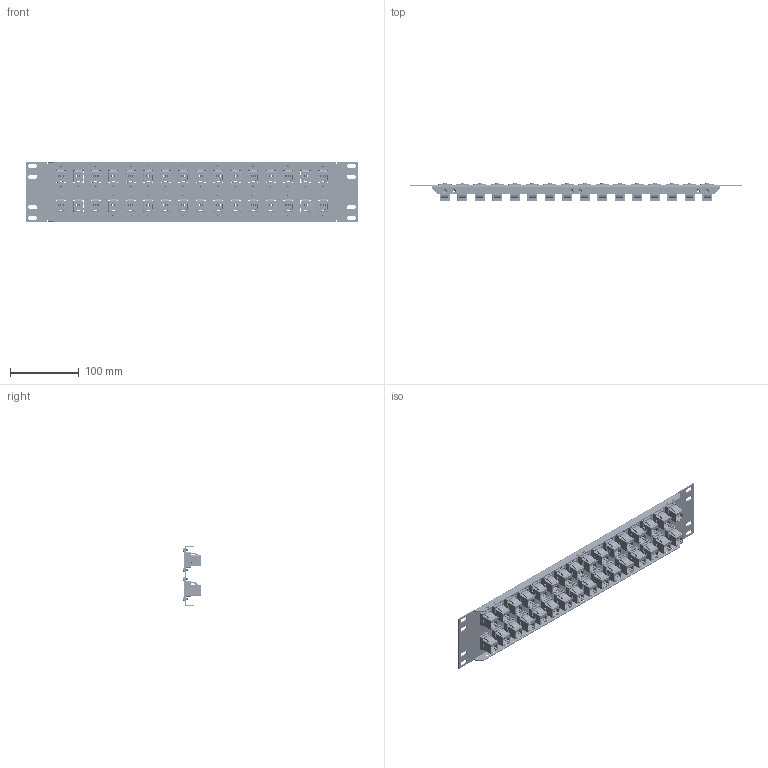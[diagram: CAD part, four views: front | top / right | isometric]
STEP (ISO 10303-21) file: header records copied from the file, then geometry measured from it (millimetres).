
FILE_DESCRIPTION (( 'STEP AP214' ), '1' );
FILE_NAME ('PR35F504B-C6M.STEP', '2018-03-19T13:42:47', ( '' ), ( '' ), 'SwSTEP 2.0', 'SolidWorks 2017', '' );
FILE_SCHEMA (( 'AUTOMOTIVE_DESIGN' ));
Length unit declared in the file: inch
Products named in the file (5): TDG1026KCx-MINI_Cat 6; 91772A106_91772A106; ECF-SK_with Global Connectivity logo; PR35F504B; PR35F504B-C6M
Assembly tree (129 placements, depth 2):
  PR35F504B-C6M
    PR35F504B
    ECF-SK_with Global Connectivity logo  x32
    91772A106_91772A106  x64
    TDG1026KCx-MINI_Cat 6  x32
Bounding box: 482.6 x 26.99 x 88.39 mm (x, y, z)
Volume: 224707.8 mm3; surface area: 294982.4 mm2
Topology: 129 solids, 129 shells, 21924 faces, 61315 edges, 39638 vertices
Faces by surface type: plane 13091, bspline 4385, cylinder 3668, cone 332, sphere 320, torus 128
Full cylindrical faces by diameter (mm): 2.261 x64, 3.175 x64, 5.563 x64
Entity records: 94998 total; most frequent: CARTESIAN_POINT 41298, ORIENTED_EDGE 9480, DIRECTION 6311, EDGE_CURVE 4740, VERTEX_POINT 3176, LINE 3149, VECTOR 3149, EDGE_LOOP 2202
